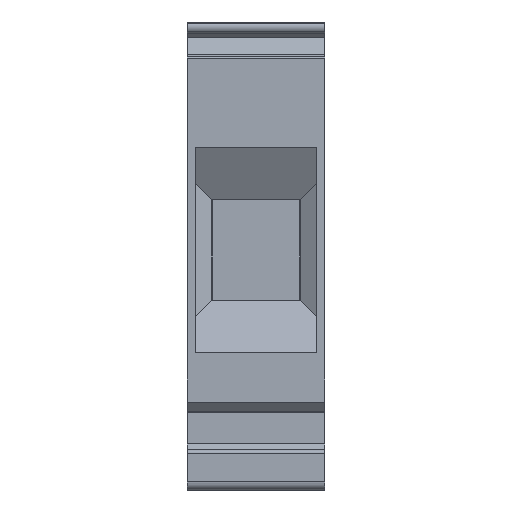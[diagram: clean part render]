
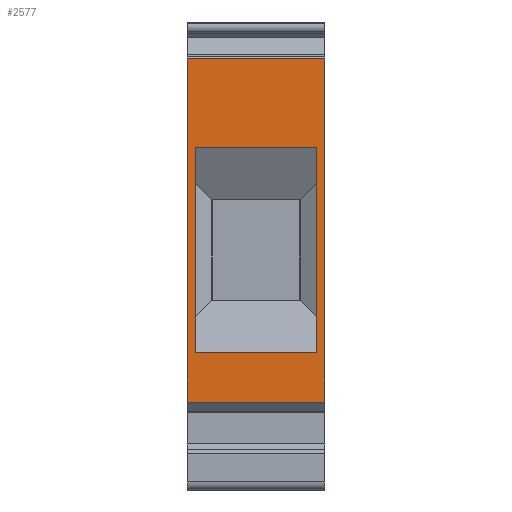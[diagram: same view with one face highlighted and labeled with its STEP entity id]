
A CAD part, front view. The second image highlights one B-rep face of the part: STEP entity #2577.
In plain terms, the highlighted planar face has unit normal (0, -1, 0).
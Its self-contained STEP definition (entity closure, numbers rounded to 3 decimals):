
#744=ORIENTED_EDGE('',*,*,#938,.T.);
#745=ORIENTED_EDGE('',*,*,#1209,.F.);
#746=ORIENTED_EDGE('',*,*,#1141,.F.);
#747=ORIENTED_EDGE('',*,*,#1208,.T.);
#748=ORIENTED_EDGE('',*,*,#902,.F.);
#749=ORIENTED_EDGE('',*,*,#1210,.F.);
#750=ORIENTED_EDGE('',*,*,#1053,.T.);
#751=ORIENTED_EDGE('',*,*,#1184,.T.);
#902=EDGE_CURVE('',#1270,#1271,#1522,.T.);
#938=EDGE_CURVE('',#1305,#1304,#1553,.T.);
#1053=EDGE_CURVE('',#1397,#1398,#1636,.T.);
#1141=EDGE_CURVE('',#1443,#1444,#1707,.T.);
#1184=EDGE_CURVE('',#1398,#1271,#1743,.T.);
#1208=EDGE_CURVE('',#1443,#1305,#1766,.T.);
#1209=EDGE_CURVE('',#1444,#1304,#1767,.T.);
#1210=EDGE_CURVE('',#1397,#1270,#1768,.T.);
#1270=VERTEX_POINT('',#3605);
#1271=VERTEX_POINT('',#3606);
#1304=VERTEX_POINT('',#3676);
#1305=VERTEX_POINT('',#3678);
#1397=VERTEX_POINT('',#3908);
#1398=VERTEX_POINT('',#3909);
#1443=VERTEX_POINT('',#4083);
#1444=VERTEX_POINT('',#4084);
#1522=LINE('',#3604,#1826);
#1553=LINE('',#3677,#1857);
#1636=LINE('',#3907,#1940);
#1707=LINE('',#4082,#2011);
#1743=LINE('',#4164,#2047);
#1766=LINE('',#4213,#2070);
#1767=LINE('',#4215,#2071);
#1768=LINE('',#4216,#2072);
#1826=VECTOR('',#2879,1000.);
#1857=VECTOR('',#2924,1000.);
#1940=VECTOR('',#3117,1000.);
#2011=VECTOR('',#3304,1000.);
#2047=VECTOR('',#3364,1000.);
#2070=VECTOR('',#3433,1000.);
#2071=VECTOR('',#3436,1000.);
#2072=VECTOR('',#3437,1000.);
#2202=EDGE_LOOP('',(#744,#745,#746,#747));
#2203=EDGE_LOOP('',(#748,#749,#750,#751));
#2342=FACE_BOUND('',#2202,.T.);
#2343=FACE_BOUND('',#2203,.T.);
#2450=PLANE('',#2786);
#2577=ADVANCED_FACE('',(#2342,#2343),#2450,.T.);
#2786=AXIS2_PLACEMENT_3D('',#4214,#3434,#3435);
#2879=DIRECTION('',(0.,0.,1.));
#2924=DIRECTION('',(0.,0.,1.));
#3117=DIRECTION('',(0.,0.,1.));
#3304=DIRECTION('',(0.,0.,1.));
#3364=DIRECTION('',(1.,0.,0.));
#3433=DIRECTION('',(1.,0.,0.));
#3434=DIRECTION('',(0.,-1.,0.));
#3435=DIRECTION('',(0.,0.,-1.));
#3436=DIRECTION('',(1.,0.,0.));
#3437=DIRECTION('',(1.,0.,0.));
#3604=CARTESIAN_POINT('',(11.8,-25.5,5.925));
#3605=CARTESIAN_POINT('',(11.8,-25.5,-19.575));
#3606=CARTESIAN_POINT('',(11.8,-25.5,5.925));
#3676=CARTESIAN_POINT('',(12.8,-25.5,16.925));
#3677=CARTESIAN_POINT('',(12.8,-25.5,-21.425));
#3678=CARTESIAN_POINT('',(12.8,-25.5,-25.675));
#3907=CARTESIAN_POINT('',(-3.25,-25.5,5.925));
#3908=CARTESIAN_POINT('',(-3.25,-25.5,-19.575));
#3909=CARTESIAN_POINT('',(-3.25,-25.5,5.925));
#4082=CARTESIAN_POINT('',(-4.25,-25.5,-21.425));
#4083=CARTESIAN_POINT('',(-4.25,-25.5,-25.675));
#4084=CARTESIAN_POINT('',(-4.25,-25.5,16.925));
#4164=CARTESIAN_POINT('',(-3.25,-25.5,5.925));
#4213=CARTESIAN_POINT('',(-66.332,-25.5,-25.675));
#4214=CARTESIAN_POINT('',(4.25,-25.5,-21.425));
#4215=CARTESIAN_POINT('',(-62.902,-25.5,16.925));
#4216=CARTESIAN_POINT('',(-3.25,-25.5,-19.575));
